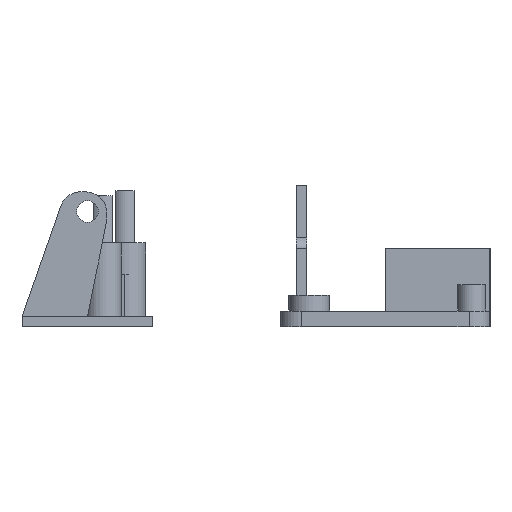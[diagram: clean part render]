
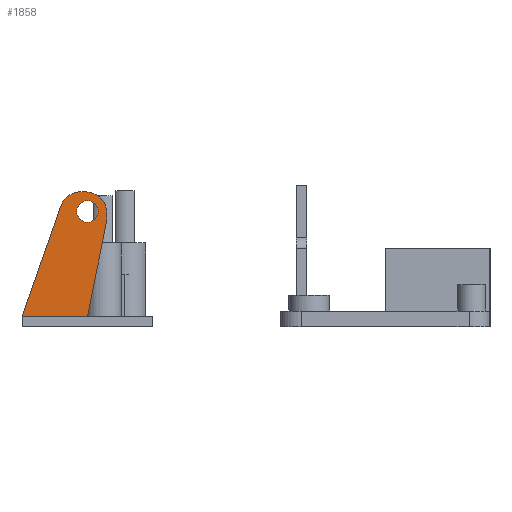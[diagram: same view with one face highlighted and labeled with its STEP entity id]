
A CAD part, left-side view. The second image highlights one B-rep face of the part: STEP entity #1858.
In plain terms, the highlighted planar face has unit normal (-1, 0, 0).
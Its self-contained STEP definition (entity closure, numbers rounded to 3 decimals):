
#1661=CARTESIAN_POINT('',(5.4,73.122,21.65));
#1662=VERTEX_POINT('',#1661);
#1663=CARTESIAN_POINT('',(5.4,73.122,21.423));
#1664=VERTEX_POINT('',#1663);
#1665=CARTESIAN_POINT('',(5.4,73.122,21.65));
#1666=DIRECTION('',(0.,0.,-1.));
#1667=VECTOR('',#1666,0.227);
#1668=LINE('',#1665,#1667);
#1669=EDGE_CURVE('',#1662,#1664,#1668,.T.);
#1782=CARTESIAN_POINT('',(5.4,76.833,27.));
#1783=DIRECTION('',(1.,0.,0.));
#1784=DIRECTION('',(0.,0.,-1.));
#1785=AXIS2_PLACEMENT_3D('',#1782,#1783,#1784);
#1786=PLANE('',#1785);
#1787=CARTESIAN_POINT('',(5.4,76.833,19.95));
#1788=VERTEX_POINT('',#1787);
#1789=CARTESIAN_POINT('',(5.4,76.833,22.));
#1790=DIRECTION('',(1.,0.,0.));
#1791=DIRECTION('',(0.,0.,-1.));
#1792=AXIS2_PLACEMENT_3D('',#1789,#1790,#1791);
#1793=CIRCLE('',#1792,2.05);
#1794=EDGE_CURVE('',#1788,#1788,#1793,.T.);
#1795=ORIENTED_EDGE('',*,*,#1794,.T.);
#1796=EDGE_LOOP('',(#1795));
#1797=FACE_BOUND('',#1796,.T.);
#1798=CARTESIAN_POINT('',(5.4,73.319,19.449));
#1799=VERTEX_POINT('',#1798);
#1800=CARTESIAN_POINT('',(5.4,76.833,2.));
#1801=VERTEX_POINT('',#1800);
#1802=CARTESIAN_POINT('',(5.4,73.319,19.449));
#1803=DIRECTION('',(0.,0.197,-0.98));
#1804=VECTOR('',#1803,17.799);
#1805=LINE('',#1802,#1804);
#1806=EDGE_CURVE('',#1799,#1801,#1805,.T.);
#1807=ORIENTED_EDGE('',*,*,#1806,.F.);
#1808=CARTESIAN_POINT('',(5.4,83.122,21.423));
#1809=DIRECTION('',(-1.,-0.,-0.));
#1810=DIRECTION('',(0.,0.,-1.));
#1811=AXIS2_PLACEMENT_3D('',#1808,#1809,#1810);
#1812=CIRCLE('',#1811,10.);
#1813=EDGE_CURVE('',#1799,#1664,#1812,.T.);
#1814=ORIENTED_EDGE('',*,*,#1813,.T.);
#1815=ORIENTED_EDGE('',*,*,#1669,.F.);
#1816=CARTESIAN_POINT('',(5.4,77.222,25.75));
#1817=VERTEX_POINT('',#1816);
#1818=CARTESIAN_POINT('',(5.4,77.222,21.65));
#1819=DIRECTION('',(-1.,-0.,-0.));
#1820=DIRECTION('',(0.,0.,-1.));
#1821=AXIS2_PLACEMENT_3D('',#1818,#1819,#1820);
#1822=CIRCLE('',#1821,4.1);
#1823=EDGE_CURVE('',#1662,#1817,#1822,.T.);
#1824=ORIENTED_EDGE('',*,*,#1823,.T.);
#1825=CARTESIAN_POINT('',(5.4,78.078,25.75));
#1826=VERTEX_POINT('',#1825);
#1827=CARTESIAN_POINT('',(5.4,78.078,25.75));
#1828=DIRECTION('',(0.,-1.,0.));
#1829=VECTOR('',#1828,0.856);
#1830=LINE('',#1827,#1829);
#1831=EDGE_CURVE('',#1826,#1817,#1830,.T.);
#1832=ORIENTED_EDGE('',*,*,#1831,.F.);
#1833=CARTESIAN_POINT('',(5.4,81.946,23.01));
#1834=VERTEX_POINT('',#1833);
#1835=CARTESIAN_POINT('',(5.4,78.078,21.65));
#1836=DIRECTION('',(-1.,-0.,-0.));
#1837=DIRECTION('',(0.,0.,-1.));
#1838=AXIS2_PLACEMENT_3D('',#1835,#1836,#1837);
#1839=CIRCLE('',#1838,4.1);
#1840=EDGE_CURVE('',#1826,#1834,#1839,.T.);
#1841=ORIENTED_EDGE('',*,*,#1840,.T.);
#1842=CARTESIAN_POINT('',(5.4,89.333,2.));
#1843=VERTEX_POINT('',#1842);
#1844=CARTESIAN_POINT('',(5.4,89.333,2.));
#1845=DIRECTION('',(0.,-0.332,0.943));
#1846=VECTOR('',#1845,22.27);
#1847=LINE('',#1844,#1846);
#1848=EDGE_CURVE('',#1843,#1834,#1847,.T.);
#1849=ORIENTED_EDGE('',*,*,#1848,.F.);
#1850=CARTESIAN_POINT('',(5.4,89.333,2.));
#1851=DIRECTION('',(0.,-1.,0.));
#1852=VECTOR('',#1851,12.5);
#1853=LINE('',#1850,#1852);
#1854=EDGE_CURVE('',#1843,#1801,#1853,.T.);
#1855=ORIENTED_EDGE('',*,*,#1854,.T.);
#1856=EDGE_LOOP('',(#1807,#1814,#1815,#1824,#1832,#1841,#1849,#1855));
#1857=FACE_BOUND('',#1856,.T.);
#1858=ADVANCED_FACE('',(#1797,#1857),#1786,.F.);
